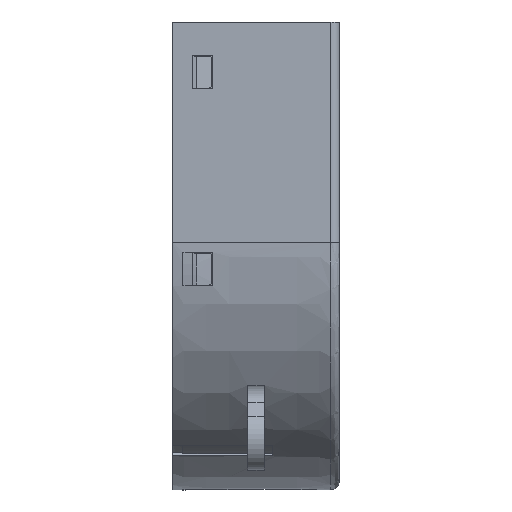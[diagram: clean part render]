
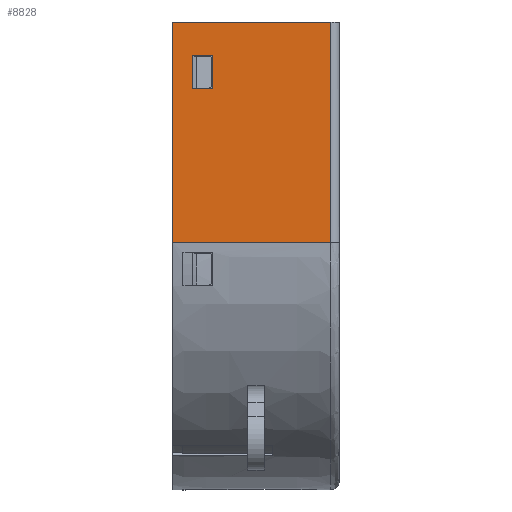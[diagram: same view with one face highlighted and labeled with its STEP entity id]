
A CAD part, left-side view. The second image highlights one B-rep face of the part: STEP entity #8828.
In plain terms, the highlighted planar face has unit normal (-1, 0, 0).
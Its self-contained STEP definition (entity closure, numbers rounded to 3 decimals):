
#1075=DIRECTION('',(0.,-1.,0.));
#1076=VECTOR('',#1075,23.7);
#1077=CARTESIAN_POINT('',(-38.3,25.,1.983));
#1078=LINE('',#1077,#1076);
#1525=DIRECTION('',(0.,-1.,0.));
#1526=VECTOR('',#1525,23.7);
#1527=CARTESIAN_POINT('',(-38.3,25.,35.));
#1528=LINE('',#1527,#1526);
#1529=DIRECTION('',(0.,0.,-1.));
#1530=VECTOR('',#1529,5.);
#1531=CARTESIAN_POINT('',(-38.3,22.,30.));
#1532=LINE('',#1531,#1530);
#1533=DIRECTION('',(0.,-1.,0.));
#1534=VECTOR('',#1533,3.);
#1535=CARTESIAN_POINT('',(-38.3,22.,25.));
#1536=LINE('',#1535,#1534);
#1550=DIRECTION('',(0.,0.,1.));
#1551=VECTOR('',#1550,33.017);
#1552=CARTESIAN_POINT('',(-38.3,1.3,1.983));
#1553=LINE('',#1552,#1551);
#2423=DIRECTION('',(0.,0.,-1.));
#2424=VECTOR('',#2423,33.017);
#2425=CARTESIAN_POINT('',(-38.3,25.,35.));
#2426=LINE('',#2425,#2424);
#2427=CARTESIAN_POINT('',(-38.3,25.,1.983));
#2750=DIRECTION('',(0.,-1.,0.));
#2751=VECTOR('',#2750,3.);
#2752=CARTESIAN_POINT('',(-38.3,22.,30.));
#2753=LINE('',#2752,#2751);
#2762=DIRECTION('',(0.,0.,-1.));
#2763=VECTOR('',#2762,5.);
#2764=CARTESIAN_POINT('',(-38.3,19.,30.));
#2765=LINE('',#2764,#2763);
#6412=VERTEX_POINT('',#2427);
#6413=CARTESIAN_POINT('',(-38.3,1.3,1.983));
#6414=VERTEX_POINT('',#6413);
#6560=CARTESIAN_POINT('',(-38.3,25.,35.));
#6561=VERTEX_POINT('',#6560);
#6647=CARTESIAN_POINT('',(-38.3,22.,30.));
#6648=VERTEX_POINT('',#6647);
#6649=CARTESIAN_POINT('',(-38.3,19.,30.));
#6650=VERTEX_POINT('',#6649);
#6655=CARTESIAN_POINT('',(-38.3,22.,25.));
#6656=VERTEX_POINT('',#6655);
#6659=CARTESIAN_POINT('',(-38.3,19.,25.));
#6660=VERTEX_POINT('',#6659);
#6684=CARTESIAN_POINT('',(-38.3,1.3,35.));
#6685=VERTEX_POINT('',#6684);
#8807=CARTESIAN_POINT('',(-38.3,0.,1.983));
#8808=DIRECTION('',(-1.,0.,0.));
#8809=DIRECTION('',(0.,0.,1.));
#8810=AXIS2_PLACEMENT_3D('',#8807,#8808,#8809);
#8811=PLANE('',#8810);
#8813=ORIENTED_EDGE('',*,*,#8812,.F.);
#8814=ORIENTED_EDGE('',*,*,#8267,.F.);
#8816=ORIENTED_EDGE('',*,*,#8815,.F.);
#8817=ORIENTED_EDGE('',*,*,#8654,.T.);
#8818=EDGE_LOOP('',(#8813,#8814,#8816,#8817));
#8819=FACE_OUTER_BOUND('',#8818,.F.);
#8821=ORIENTED_EDGE('',*,*,#8820,.F.);
#8822=ORIENTED_EDGE('',*,*,#8798,.T.);
#8823=ORIENTED_EDGE('',*,*,#8787,.T.);
#8825=ORIENTED_EDGE('',*,*,#8824,.F.);
#8826=EDGE_LOOP('',(#8821,#8822,#8823,#8825));
#8827=FACE_BOUND('',#8826,.F.);
#8828=ADVANCED_FACE('',(#8819,#8827),#8811,.T.);
#8267=EDGE_CURVE('',#6412,#6414,#1078,.T.);
#8654=EDGE_CURVE('',#6561,#6685,#1528,.T.);
#8787=EDGE_CURVE('',#6656,#6660,#1536,.T.);
#8798=EDGE_CURVE('',#6648,#6656,#1532,.T.);
#8812=EDGE_CURVE('',#6414,#6685,#1553,.T.);
#8815=EDGE_CURVE('',#6561,#6412,#2426,.T.);
#8820=EDGE_CURVE('',#6648,#6650,#2753,.T.);
#8824=EDGE_CURVE('',#6650,#6660,#2765,.T.);
